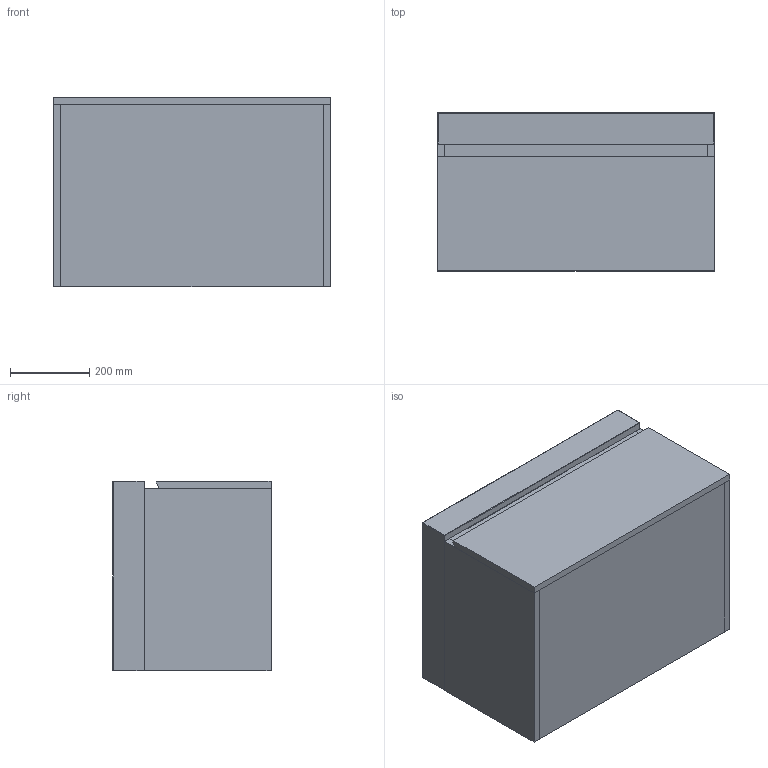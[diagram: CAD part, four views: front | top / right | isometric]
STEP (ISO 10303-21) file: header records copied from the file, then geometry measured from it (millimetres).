
FILE_DESCRIPTION((''),'2;1');
FILE_NAME('KADO_LUSSI_700_CABINET_B_RENDER_ASM','2020-10-22T16:37:05',('ipelchen'),(''),'CREO PARAMETRIC BY PTC INC, 2018190','CREO PARAMETRIC BY PTC INC, 2018190','');
FILE_SCHEMA(('CONFIG_CONTROL_DESIGN'));
Length unit declared in the file: millimetre
Products named in the file (13): KADO_LUSSI_700_CARCASS_B; KADO_LUSSI_700_CAB_FRONTP_B; KADO_LUSSI_700_CAB_SIDEP_B; KADO_LUSSI_700_CAB_FP-BOT_B; KADO_LUSSI_700_CARCASS_TOP_B; KADO_LUSSI_700_DRAWER_LHB_B; KADO_LUSSI_700_C_LIGHT; KADOLUSSI_WASTE_TESTING_ONLY__; KADOLUSSI_WASTE_TOPSEAL__; KADO_SS_CAP__; KADO_LUSSI_WASTE_ASM_ASM; 700_C_RENDER_ASM; KADO_LUSSI_700_CABINET_B_RENDER_ASM
Assembly tree (13 placements, depth 4):
  KADO_LUSSI_700_CABINET_B_RENDER_ASM
    KADO_LUSSI_700_CARCASS_B
    KADO_LUSSI_700_CAB_FRONTP_B
    KADO_LUSSI_700_CAB_SIDEP_B  x2
    KADO_LUSSI_700_CAB_FP-BOT_B
    KADO_LUSSI_700_CARCASS_TOP_B
    KADO_LUSSI_700_DRAWER_LHB_B
    700_C_RENDER_ASM
      KADO_LUSSI_700_C_LIGHT
      KADO_LUSSI_WASTE_ASM_ASM
        KADOLUSSI_WASTE_TESTING_ONLY__
        KADOLUSSI_WASTE_TOPSEAL__
        KADO_SS_CAP__
Bounding box: 700 x 400 x 480 mm (x, y, z)
Volume: 51534076.6 mm3; surface area: 5322392.5 mm2
Topology: 11 solids, 11 shells, 300 faces, 710 edges, 433 vertices
Faces by surface type: plane 134, bspline 64, cylinder 61, torus 16, cone 11, sphere 10, extrusion 4
Entity records: 14533 total; most frequent: CARTESIAN_POINT 7892, ORIENTED_EDGE 1392, DIRECTION 1228, EDGE_CURVE 696, AXIS2_PLACEMENT_3D 435, VERTEX_POINT 425, VECTOR 358, LINE 354
